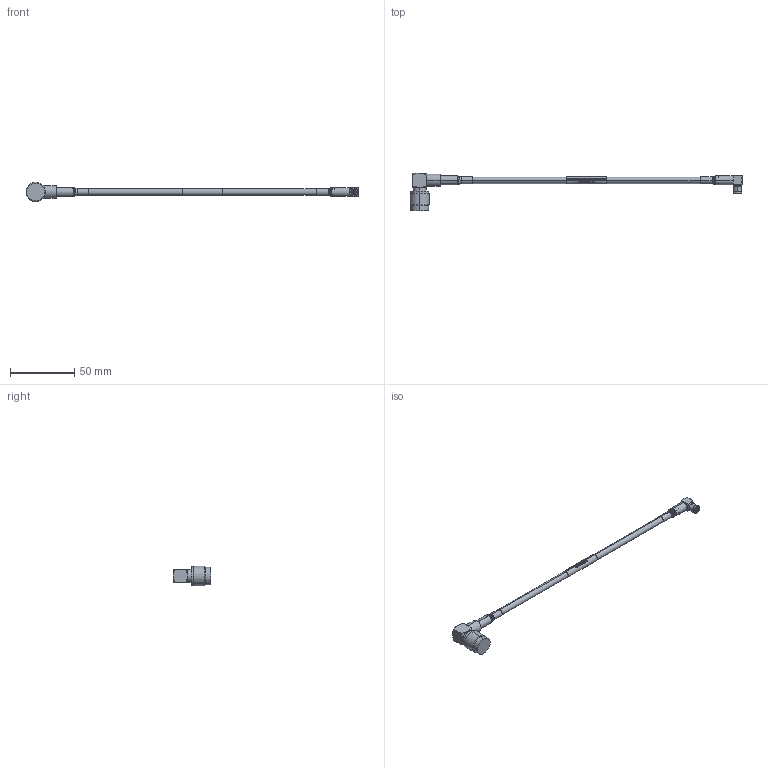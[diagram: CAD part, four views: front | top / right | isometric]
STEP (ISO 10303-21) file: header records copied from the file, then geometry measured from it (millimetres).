
FILE_DESCRIPTION (( 'STEP AP214' ), '1' );
FILE_NAME ('FMCA100265_3D.step', '2024-10-30T17:51:12', ( '' ), ( '' ), 'SwSTEP 2.0', 'SolidWorks 2022', '' );
FILE_SCHEMA (( 'AUTOMOTIVE_DESIGN' ));
Length unit declared in the file: inch
Products named in the file (5): FMCN1392^FMCA100265_Crimped; Heat Shrink^FMCA100265; LMR-195-UF^FMCA100265_FM; FMCA100265_3D; FMCN5278^FMCA100265
Assembly tree (5 placements, depth 2):
  FMCA100265_3D
    LMR-195-UF^FMCA100265_FM
    FMCN5278^FMCA100265
    FMCN1392^FMCA100265_Crimped
    Heat Shrink^FMCA100265  x2
Bounding box: 259.15 x 29.1 x 15.1 mm (x, y, z)
Volume: 10514.9 mm3; surface area: 9435.5 mm2
Topology: 7 solids, 7 shells, 744 faces, 1934 edges, 1265 vertices
Faces by surface type: bspline 283, plane 269, cylinder 140, cone 36, torus 16
Entity records: 33913 total; most frequent: CARTESIAN_POINT 16376, ORIENTED_EDGE 3780, DIRECTION 2064, EDGE_CURVE 1890, VERTEX_POINT 1241, B_SPLINE_CURVE_WITH_KNOTS 1026, EDGE_LOOP 787, AXIS2_PLACEMENT_3D 755
